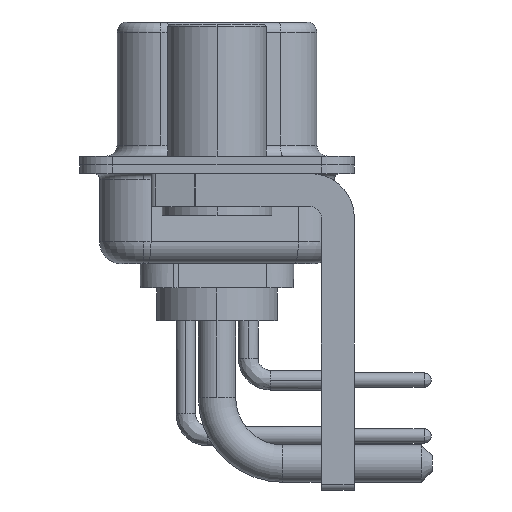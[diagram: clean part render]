
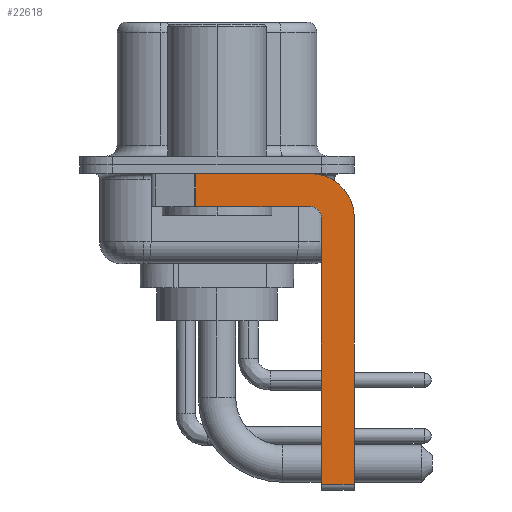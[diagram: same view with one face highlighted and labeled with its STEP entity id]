
A CAD part, left-side view. The second image highlights one B-rep face of the part: STEP entity #22618.
In plain terms, the highlighted planar face has unit normal (-1, 0, 0).
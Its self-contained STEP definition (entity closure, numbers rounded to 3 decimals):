
#1297 = EDGE_CURVE ( 'NONE', #1852, #6029, #4251, .T. ) ;
#1312 = DIRECTION ( 'NONE',  ( 1., 0., 0. ) ) ;
#1368 = FACE_OUTER_BOUND ( 'NONE', #19189, .T. ) ;
#1852 = VERTEX_POINT ( 'NONE', #15305 ) ;
#2654 = CARTESIAN_POINT ( 'NONE',  ( -2.9, -4.25, -1.9 ) ) ;
#2972 = VECTOR ( 'NONE', #17145, 1000. ) ;
#3319 = CARTESIAN_POINT ( 'NONE',  ( -2.9, -4.25, -14.55 ) ) ;
#3452 = CARTESIAN_POINT ( 'NONE',  ( -2.9, -4.25, -1.9 ) ) ;
#3805 = EDGE_CURVE ( 'NONE', #17646, #21921, #14835, .T. ) ;
#3839 = AXIS2_PLACEMENT_3D ( 'NONE', #4837, #1312, #18592 ) ;
#4249 = EDGE_CURVE ( 'NONE', #12985, #22350, #14444, .T. ) ;
#4251 = CIRCLE ( 'NONE', #3839, 2. ) ;
#4294 = ORIENTED_EDGE ( 'NONE', *, *, #18125, .T. ) ;
#4413 = DIRECTION ( 'NONE',  ( 0., 0., 1. ) ) ;
#4766 = CARTESIAN_POINT ( 'NONE',  ( -2.9, -6.25, -2.4 ) ) ;
#4837 = CARTESIAN_POINT ( 'NONE',  ( -2.9, -4.25, -2.4 ) ) ;
#4971 = CARTESIAN_POINT ( 'NONE',  ( -2.9, -4.75, -14.8 ) ) ;
#5407 = VERTEX_POINT ( 'NONE', #13972 ) ;
#6029 = VERTEX_POINT ( 'NONE', #15260 ) ;
#6473 = VERTEX_POINT ( 'NONE', #21034 ) ;
#6999 = VECTOR ( 'NONE', #16132, 1000. ) ;
#7538 = DIRECTION ( 'NONE',  ( 0., 0., -1. ) ) ;
#7539 = CARTESIAN_POINT ( 'NONE',  ( -2.9, 3., -0.4 ) ) ;
#7586 = AXIS2_PLACEMENT_3D ( 'NONE', #14003, #15538, #4413 ) ;
#7619 = LINE ( 'NONE', #3452, #16868 ) ;
#7677 = LINE ( 'NONE', #7539, #2972 ) ;
#8648 = ORIENTED_EDGE ( 'NONE', *, *, #1297, .F. ) ;
#9063 = DIRECTION ( 'NONE',  ( 0., 0., -1. ) ) ;
#9301 = CARTESIAN_POINT ( 'NONE',  ( -2.9, -4.25, -2.4 ) ) ;
#10306 = ORIENTED_EDGE ( 'NONE', *, *, #24257, .F. ) ;
#10964 = VECTOR ( 'NONE', #12676, 1000. ) ;
#12676 = DIRECTION ( 'NONE',  ( 0., 0., 1. ) ) ;
#12938 = ORIENTED_EDGE ( 'NONE', *, *, #21071, .F. ) ;
#12985 = VERTEX_POINT ( 'NONE', #23947 ) ;
#13026 = AXIS2_PLACEMENT_3D ( 'NONE', #9301, #17004, #9063 ) ;
#13972 = CARTESIAN_POINT ( 'NONE',  ( -2.9, 0.978, -0.4 ) ) ;
#14003 = CARTESIAN_POINT ( 'NONE',  ( -2.9, -4.25, -2.4 ) ) ;
#14444 = LINE ( 'NONE', #3319, #20123 ) ;
#14693 = DIRECTION ( 'NONE',  ( 0., -1., 0. ) ) ;
#14835 = CIRCLE ( 'NONE', #7586, 0.5 ) ;
#15260 = CARTESIAN_POINT ( 'NONE',  ( -2.9, -6.25, -2.4 ) ) ;
#15305 = CARTESIAN_POINT ( 'NONE',  ( -2.9, -4.25, -0.4 ) ) ;
#15538 = DIRECTION ( 'NONE',  ( -1., 0., 0. ) ) ;
#15795 = EDGE_CURVE ( 'NONE', #21921, #6473, #7619, .T. ) ;
#16132 = DIRECTION ( 'NONE',  ( 0., 0., -1. ) ) ;
#16868 = VECTOR ( 'NONE', #19234, 1000. ) ;
#16876 = ORIENTED_EDGE ( 'NONE', *, *, #3805, .F. ) ;
#17004 = DIRECTION ( 'NONE',  ( 1., 0., 0. ) ) ;
#17012 = LINE ( 'NONE', #22935, #24966 ) ;
#17133 = PLANE ( 'NONE',  #13026 ) ;
#17145 = DIRECTION ( 'NONE',  ( 0., -1., 0. ) ) ;
#17646 = VERTEX_POINT ( 'NONE', #18484 ) ;
#18018 = LINE ( 'NONE', #4766, #6999 ) ;
#18125 = EDGE_CURVE ( 'NONE', #5407, #6473, #17012, .T. ) ;
#18484 = CARTESIAN_POINT ( 'NONE',  ( -2.9, -4.75, -2.4 ) ) ;
#18592 = DIRECTION ( 'NONE',  ( 0., 0., -1. ) ) ;
#19189 = EDGE_LOOP ( 'NONE', ( #10306, #4294, #22449, #16876, #12938, #24684, #21692, #8648 ) ) ;
#19234 = DIRECTION ( 'NONE',  ( 0., 1., 0. ) ) ;
#19803 = CARTESIAN_POINT ( 'NONE',  ( -2.9, -6.25, -14.55 ) ) ;
#20123 = VECTOR ( 'NONE', #14693, 1000. ) ;
#21034 = CARTESIAN_POINT ( 'NONE',  ( -2.9, 0.978, -1.9 ) ) ;
#21071 = EDGE_CURVE ( 'NONE', #12985, #17646, #22503, .T. ) ;
#21692 = ORIENTED_EDGE ( 'NONE', *, *, #22436, .F. ) ;
#21921 = VERTEX_POINT ( 'NONE', #2654 ) ;
#22350 = VERTEX_POINT ( 'NONE', #19803 ) ;
#22436 = EDGE_CURVE ( 'NONE', #6029, #22350, #18018, .T. ) ;
#22449 = ORIENTED_EDGE ( 'NONE', *, *, #15795, .F. ) ;
#22503 = LINE ( 'NONE', #4971, #10964 ) ;
#22618 = ADVANCED_FACE ( 'NONE', ( #1368 ), #17133, .F. ) ;
#22935 = CARTESIAN_POINT ( 'NONE',  ( -2.9, 0.978, -1.9 ) ) ;
#23947 = CARTESIAN_POINT ( 'NONE',  ( -2.9, -4.75, -14.55 ) ) ;
#24257 = EDGE_CURVE ( 'NONE', #5407, #1852, #7677, .T. ) ;
#24684 = ORIENTED_EDGE ( 'NONE', *, *, #4249, .T. ) ;
#24966 = VECTOR ( 'NONE', #7538, 1000. ) ;
